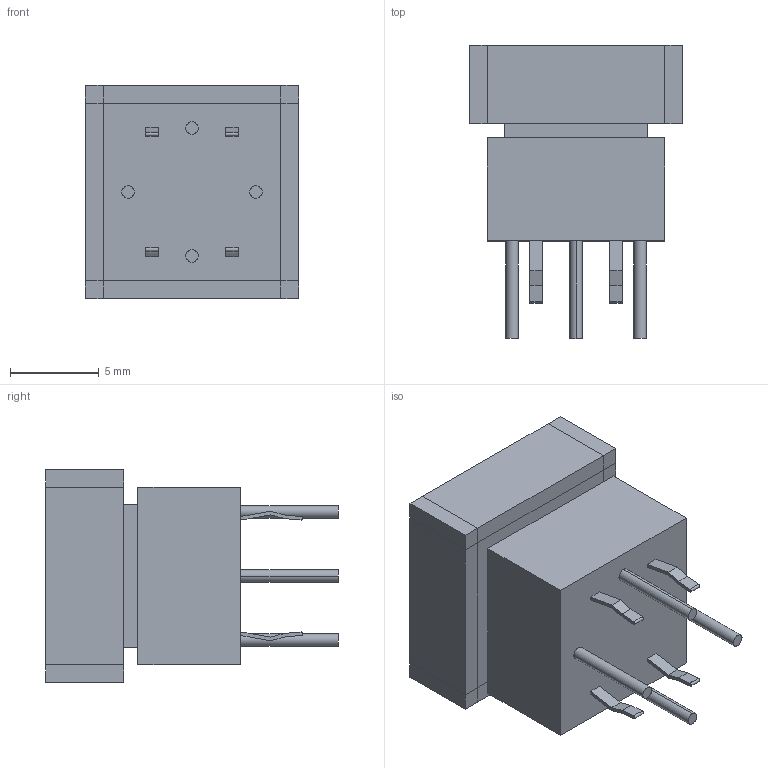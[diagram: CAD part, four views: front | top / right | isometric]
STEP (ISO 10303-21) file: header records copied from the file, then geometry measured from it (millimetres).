
FILE_DESCRIPTION(('FreeCAD Model'),'2;1');
FILE_NAME('Open CASCADE Shape Model','2024-10-24T09:23:16',('Author'),( ''),'Open CASCADE STEP processor 7.6','FreeCAD','Unknown');
FILE_SCHEMA(('AUTOMOTIVE_DESIGN { 1 0 10303 214 1 1 1 1 }'));
Length unit declared in the file: millimetre
Products named in the file (1): Body
Bounding box: 12 x 16.5 x 12 mm (x, y, z)
Volume: 1275.2 mm3; surface area: 902.5 mm2
Topology: 1 solids, 1 shells, 92 faces, 216 edges, 136 vertices
Faces by surface type: plane 76, cylinder 16
Entity records: 2602 total; most frequent: CARTESIAN_POINT 445, DIRECTION 434, ORIENTED_EDGE 432, EDGE_CURVE 216, LINE 184, VECTOR 184, VERTEX_POINT 136, AXIS2_PLACEMENT_3D 125
